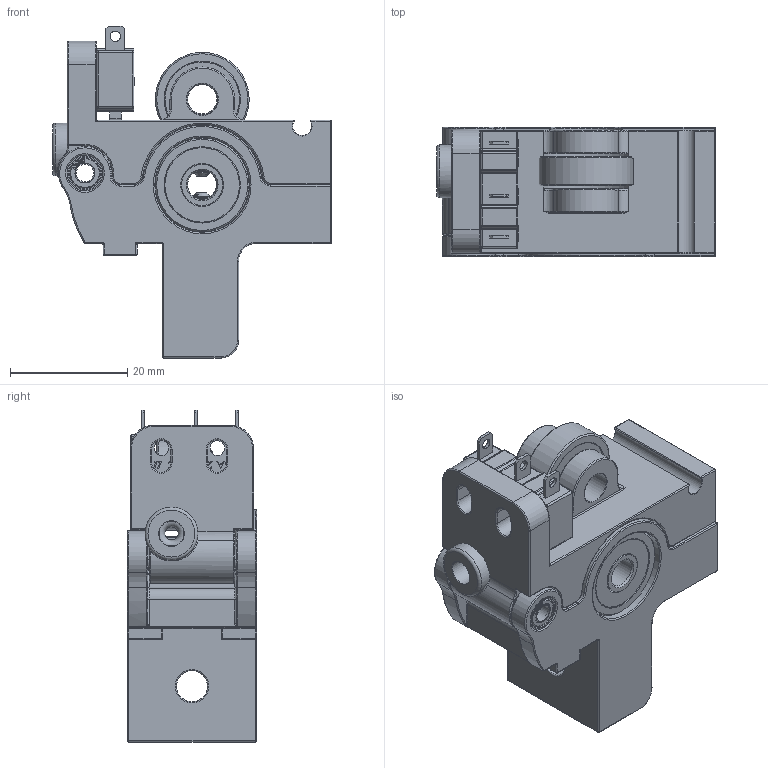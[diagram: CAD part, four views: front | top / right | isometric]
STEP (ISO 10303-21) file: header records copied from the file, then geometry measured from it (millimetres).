
FILE_DESCRIPTION(/* description */ (''),/* implementation_level */ '2;1');
FILE_NAME(/* name */ 'CAMMU-Gate v9.step',/* time_stamp */ '2025-09-27T11:42:59-05:00',/* author */ (''),/* organization */ (''),/* preprocessor_version */ 'ST-DEVELOPER v20.1',/* originating_system */ 'Autodesk Translation Framework v14.17.0.0',/* authorisation */ '');
FILE_SCHEMA (('AUTOMOTIVE_DESIGN { 1 0 10303 214 3 1 1 }'));
Products named in the file (11): CAMMU-Linear-Rail-Lead-Screw; Endstop Limit Switch v1; Brass NUT; Brass body; Screw; 625Z_1; MR63ZZ; outer shell - mz63zz; inner shell - mz63zz; 1mm ball bearing sphere; MR63ZZ - seal
Assembly tree (25 placements, depth 3):
  CAMMU-Linear-Rail-Lead-Screw
    Endstop Limit Switch v1
    625Z_1  x2
    Brass NUT
      Screw  x2
      Brass body
    MR63ZZ  x2
      outer shell - mz63zz
      inner shell - mz63zz
      1mm ball bearing sphere
      MR63ZZ - seal
Bounding box: 47.5 x 22 x 56.56 mm (x, y, z)
Volume: 25385.1 mm3; surface area: 16557.2 mm2
Topology: 47 solids, 47 shells, 1604 faces, 4067 edges, 2573 vertices
Faces by surface type: plane 590, cylinder 471, bspline 301, torus 139, cone 52, sphere 51
Full cylindrical faces by diameter (mm): 0.8 x2, 1.75 x3, 2.3 x1, 2.35 x10, 2.5 x2, 2.529 x2, 3 x11, 3.086 x4, 3.25 x1, 3.4 x8, 3.7 x4, 3.8 x4, 4 x1, 4.2 x1, 4.3 x1, 4.4 x1, 5 x3, 5.1 x4, 5.3 x3, 5.4 x4, 5.6 x8, 6 x2, 6.2 x2, 7 x4, 9 x2, 10 x1, 10.3 x1, 12.01 x1, 13 x4, 16 x2
Entity records: 56116 total; most frequent: CARTESIAN_POINT 28321, ORIENTED_EDGE 6020, DIRECTION 5365, EDGE_CURVE 3010, AXIS2_PLACEMENT_3D 2031, VERTEX_POINT 1890, LINE 1303, VECTOR 1303
